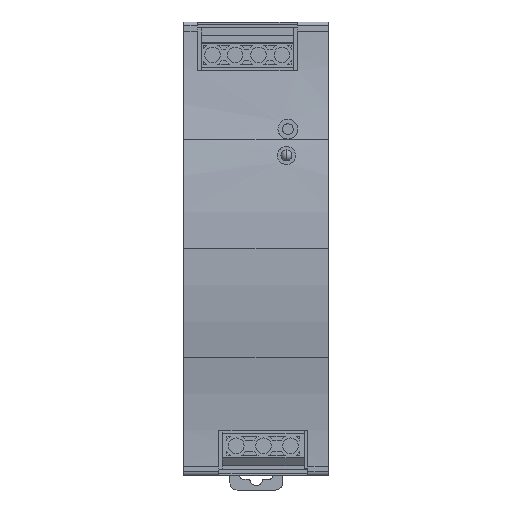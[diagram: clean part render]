
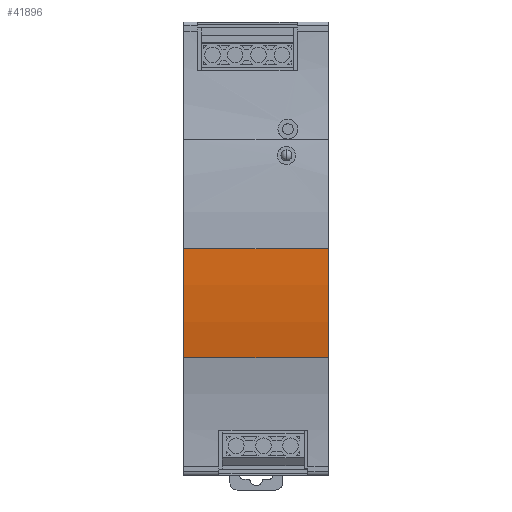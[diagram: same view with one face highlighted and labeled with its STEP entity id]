
A CAD part, left-side view. The second image highlights one B-rep face of the part: STEP entity #41896.
In plain terms, the highlighted cylindrical face has radius 150.5 mm (diameter 301 mm), a partial arc.
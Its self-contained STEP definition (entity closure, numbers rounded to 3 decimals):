
#9538=CARTESIAN_POINT('',(-12.664,53.236,-18.064));
#9539=VERTEX_POINT('',#9538);
#9547=CARTESIAN_POINT('',(-15.697,53.236,12.));
#9548=VERTEX_POINT('',#9547);
#9549=CARTESIAN_POINT('',(134.803,53.236,12.));
#9550=DIRECTION('',(-0.,-1.,-0.));
#9551=DIRECTION('',(-1.,0.,0.));
#9552=AXIS2_PLACEMENT_3D('',#9549,#9550,#9551);
#9553=CIRCLE('',#9552,150.5);
#9554=EDGE_CURVE('',#9548,#9539,#9553,.T.);
#10163=CARTESIAN_POINT('',(-15.697,13.236,12.));
#10164=VERTEX_POINT('',#10163);
#10172=CARTESIAN_POINT('',(-12.664,13.236,-18.064));
#10173=VERTEX_POINT('',#10172);
#10174=CARTESIAN_POINT('',(134.803,13.236,12.));
#10175=DIRECTION('',(0.,-1.,0.));
#10176=DIRECTION('',(-1.,0.,0.));
#10177=AXIS2_PLACEMENT_3D('',#10174,#10175,#10176);
#10178=CIRCLE('',#10177,150.5);
#10179=EDGE_CURVE('',#10164,#10173,#10178,.T.);
#24266=CARTESIAN_POINT('',(-12.664,-12326.014,-18.064));
#24267=DIRECTION('',(-0.,1.,-0.));
#24268=VECTOR('',#24267,24690.);
#24269=LINE('',#24266,#24268);
#24270=EDGE_CURVE('',#10173,#9539,#24269,.T.);
#41880=CARTESIAN_POINT('',(134.803,18.986,12.));
#41881=DIRECTION('',(0.,-1.,0.));
#41882=DIRECTION('',(-1.,0.,0.));
#41883=AXIS2_PLACEMENT_3D('',#41880,#41881,#41882);
#41884=CYLINDRICAL_SURFACE('',#41883,150.5);
#41885=CARTESIAN_POINT('',(-15.697,-12331.764,12.));
#41886=DIRECTION('',(-0.,1.,-0.));
#41887=VECTOR('',#41886,24690.);
#41888=LINE('',#41885,#41887);
#41889=EDGE_CURVE('',#10164,#9548,#41888,.T.);
#41890=ORIENTED_EDGE('',*,*,#41889,.T.);
#41891=ORIENTED_EDGE('',*,*,#9554,.T.);
#41892=ORIENTED_EDGE('',*,*,#24270,.F.);
#41893=ORIENTED_EDGE('',*,*,#10179,.F.);
#41894=EDGE_LOOP('',(#41890,#41891,#41892,#41893));
#41895=FACE_BOUND('',#41894,.T.);
#41896=ADVANCED_FACE('',(#41895),#41884,.T.);
